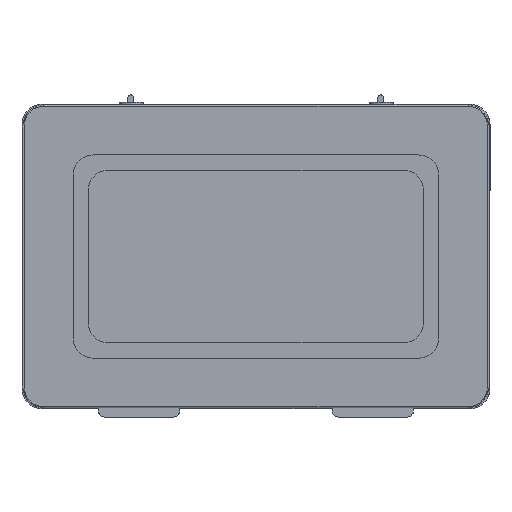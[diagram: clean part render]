
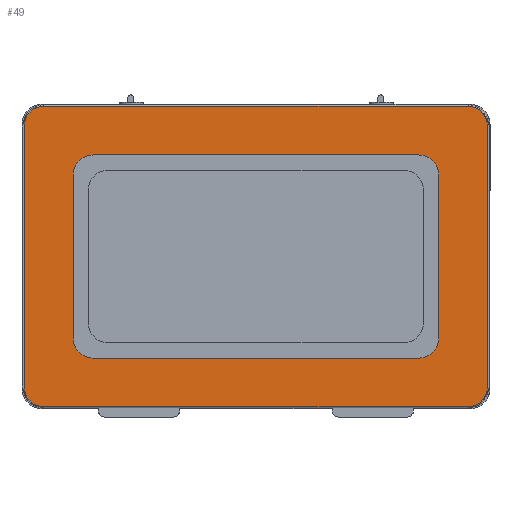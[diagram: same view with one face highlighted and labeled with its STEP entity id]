
A CAD part, front view. The second image highlights one B-rep face of the part: STEP entity #49.
In plain terms, the highlighted planar face has unit normal (0, -1, 0).
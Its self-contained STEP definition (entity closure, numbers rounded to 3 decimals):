
#49 = ADVANCED_FACE ( 'NONE', ( #935, #870 ), #3696, .T. ) ;
#253 = EDGE_CURVE ( 'NONE', #1399, #1464, #2718, .T. ) ;
#256 = EDGE_CURVE ( 'NONE', #1414, #1158, #2489, .T. ) ;
#311 = EDGE_CURVE ( 'NONE', #1206, #1145, #2745, .T. ) ;
#313 = EDGE_CURVE ( 'NONE', #1464, #1391, #2733, .T. ) ;
#383 = EDGE_CURVE ( 'NONE', #1369, #1336, #2678, .T. ) ;
#384 = EDGE_CURVE ( 'NONE', #1459, #1399, #2500, .T. ) ;
#455 = EDGE_CURVE ( 'NONE', #1145, #1363, #2928, .T. ) ;
#469 = EDGE_CURVE ( 'NONE', #1158, #1369, #2826, .T. ) ;
#574 = EDGE_CURVE ( 'NONE', #1414, #1206, #3087, .T. ) ;
#615 = EDGE_CURVE ( 'NONE', #1363, #1458, #2979, .T. ) ;
#625 = EDGE_CURVE ( 'NONE', #1391, #1334, #2981, .T. ) ;
#637 = EDGE_CURVE ( 'NONE', #1458, #1336, #3033, .T. ) ;
#658 = CIRCLE ( 'NONE', #2075, 10. ) ;
#870 = FACE_OUTER_BOUND ( 'NONE', #1500, .T. ) ;
#935 = FACE_BOUND ( 'NONE', #1573, .T. ) ;
#1145 = VERTEX_POINT ( 'NONE', #4885 ) ;
#1158 = VERTEX_POINT ( 'NONE', #5091 ) ;
#1206 = VERTEX_POINT ( 'NONE', #5393 ) ;
#1334 = VERTEX_POINT ( 'NONE', #5344 ) ;
#1336 = VERTEX_POINT ( 'NONE', #5030 ) ;
#1337 = VERTEX_POINT ( 'NONE', #5377 ) ;
#1338 = VERTEX_POINT ( 'NONE', #5380 ) ;
#1363 = VERTEX_POINT ( 'NONE', #5028 ) ;
#1369 = VERTEX_POINT ( 'NONE', #4997 ) ;
#1391 = VERTEX_POINT ( 'NONE', #5242 ) ;
#1399 = VERTEX_POINT ( 'NONE', #4756 ) ;
#1414 = VERTEX_POINT ( 'NONE', #4286 ) ;
#1443 = VERTEX_POINT ( 'NONE', #5123 ) ;
#1458 = VERTEX_POINT ( 'NONE', #4330 ) ;
#1459 = VERTEX_POINT ( 'NONE', #4335 ) ;
#1464 = VERTEX_POINT ( 'NONE', #5228 ) ;
#1500 = EDGE_LOOP ( 'NONE', ( #6431, #6529, #6269, #6280, #6436, #6304, #6378, #6596 ) ) ;
#1573 = EDGE_LOOP ( 'NONE', ( #6557, #6611, #6607, #6534, #6467, #6264, #6357, #6525 ) ) ;
#1820 = AXIS2_PLACEMENT_3D ( 'NONE', #3698, #4413, #3694 ) ;
#1986 = EDGE_CURVE ( 'NONE', #1334, #1338, #3362, .T. ) ;
#1995 = AXIS2_PLACEMENT_3D ( 'NONE', #5165, #5247, #5086 ) ;
#2000 = AXIS2_PLACEMENT_3D ( 'NONE', #5856, #5855, #5848 ) ;
#2010 = AXIS2_PLACEMENT_3D ( 'NONE', #6122, #6121, #6118 ) ;
#2075 = AXIS2_PLACEMENT_3D ( 'NONE', #4829, #5200, #4983 ) ;
#2167 = AXIS2_PLACEMENT_3D ( 'NONE', #4911, #4914, #5077 ) ;
#2215 = EDGE_CURVE ( 'NONE', #1338, #1337, #3145, .T. ) ;
#2243 = AXIS2_PLACEMENT_3D ( 'NONE', #5413, #5414, #5415 ) ;
#2266 = AXIS2_PLACEMENT_3D ( 'NONE', #6157, #6155, #6154 ) ;
#2302 = EDGE_CURVE ( 'NONE', #1443, #1459, #2792, .T. ) ;
#2318 = EDGE_CURVE ( 'NONE', #1337, #1443, #658, .T. ) ;
#2435 = AXIS2_PLACEMENT_3D ( 'NONE', #5615, #5608, #5620 ) ;
#2489 = LINE ( 'NONE', #6192, #3513 ) ;
#2490 = VECTOR ( 'NONE', #5874, 1000. ) ;
#2500 = CIRCLE ( 'NONE', #2266, 10. ) ;
#2672 = VECTOR ( 'NONE', #6168, 1000. ) ;
#2678 = LINE ( 'NONE', #6009, #2490 ) ;
#2718 = LINE ( 'NONE', #6195, #2672 ) ;
#2725 = VECTOR ( 'NONE', #5790, 1000. ) ;
#2733 = CIRCLE ( 'NONE', #2000, 10. ) ;
#2745 = LINE ( 'NONE', #5797, #2725 ) ;
#2788 = VECTOR ( 'NONE', #5176, 1000. ) ;
#2792 = LINE ( 'NONE', #5178, #2788 ) ;
#2826 = CIRCLE ( 'NONE', #2435, 10. ) ;
#2928 = CIRCLE ( 'NONE', #2010, 10. ) ;
#2979 = LINE ( 'NONE', #4803, #2982 ) ;
#2981 = LINE ( 'NONE', #4969, #2999 ) ;
#2982 = VECTOR ( 'NONE', #4809, 1000. ) ;
#2999 = VECTOR ( 'NONE', #4956, 1000. ) ;
#3033 = CIRCLE ( 'NONE', #1995, 10. ) ;
#3087 = CIRCLE ( 'NONE', #2243, 10. ) ;
#3141 = VECTOR ( 'NONE', #5319, 1000. ) ;
#3145 = LINE ( 'NONE', #5048, #3141 ) ;
#3362 = CIRCLE ( 'NONE', #2167, 10. ) ;
#3513 = VECTOR ( 'NONE', #6189, 1000. ) ;
#3694 = DIRECTION ( 'NONE',  ( 0., 0., -1. ) ) ;
#3696 = PLANE ( 'NONE',  #1820 ) ;
#3698 = CARTESIAN_POINT ( 'NONE',  ( 0., -54., -211.57 ) ) ;
#4286 = CARTESIAN_POINT ( 'NONE',  ( -80., -54., 50. ) ) ;
#4330 = CARTESIAN_POINT ( 'NONE',  ( 80., -54., -50. ) ) ;
#4335 = CARTESIAN_POINT ( 'NONE',  ( 104., -54., -74. ) ) ;
#4413 = DIRECTION ( 'NONE',  ( 0., -1., 0. ) ) ;
#4756 = CARTESIAN_POINT ( 'NONE',  ( 114., -54., -64. ) ) ;
#4803 = CARTESIAN_POINT ( 'NONE',  ( 0., -54., -50. ) ) ;
#4809 = DIRECTION ( 'NONE',  ( 1., 0., 0. ) ) ;
#4829 = CARTESIAN_POINT ( 'NONE',  ( -104., -54., -64. ) ) ;
#4885 = CARTESIAN_POINT ( 'NONE',  ( -90., -54., -40. ) ) ;
#4911 = CARTESIAN_POINT ( 'NONE',  ( -104., -54., 64. ) ) ;
#4914 = DIRECTION ( 'NONE',  ( 0., -1., 0. ) ) ;
#4956 = DIRECTION ( 'NONE',  ( -1., 0., 0. ) ) ;
#4969 = CARTESIAN_POINT ( 'NONE',  ( 0., -54., 74. ) ) ;
#4983 = DIRECTION ( 'NONE',  ( 0., 0., -1. ) ) ;
#4997 = CARTESIAN_POINT ( 'NONE',  ( 90., -54., 40. ) ) ;
#5028 = CARTESIAN_POINT ( 'NONE',  ( -80., -54., -50. ) ) ;
#5030 = CARTESIAN_POINT ( 'NONE',  ( 90., -54., -40. ) ) ;
#5048 = CARTESIAN_POINT ( 'NONE',  ( -114., -54., -211.57 ) ) ;
#5077 = DIRECTION ( 'NONE',  ( 0., 0., -1. ) ) ;
#5086 = DIRECTION ( 'NONE',  ( 0., 0., -1. ) ) ;
#5091 = CARTESIAN_POINT ( 'NONE',  ( 80., -54., 50. ) ) ;
#5123 = CARTESIAN_POINT ( 'NONE',  ( -104., -54., -74. ) ) ;
#5165 = CARTESIAN_POINT ( 'NONE',  ( 80., -54., -40. ) ) ;
#5176 = DIRECTION ( 'NONE',  ( 1., 0., 0. ) ) ;
#5178 = CARTESIAN_POINT ( 'NONE',  ( 0., -54., -74. ) ) ;
#5200 = DIRECTION ( 'NONE',  ( 0., -1., 0. ) ) ;
#5228 = CARTESIAN_POINT ( 'NONE',  ( 114., -54., 64. ) ) ;
#5242 = CARTESIAN_POINT ( 'NONE',  ( 104., -54., 74. ) ) ;
#5247 = DIRECTION ( 'NONE',  ( 0., -1., 0. ) ) ;
#5319 = DIRECTION ( 'NONE',  ( 0., 0., -1. ) ) ;
#5344 = CARTESIAN_POINT ( 'NONE',  ( -104., -54., 74. ) ) ;
#5377 = CARTESIAN_POINT ( 'NONE',  ( -114., -54., -64. ) ) ;
#5380 = CARTESIAN_POINT ( 'NONE',  ( -114., -54., 64. ) ) ;
#5393 = CARTESIAN_POINT ( 'NONE',  ( -90., -54., 40. ) ) ;
#5413 = CARTESIAN_POINT ( 'NONE',  ( -80., -54., 40. ) ) ;
#5414 = DIRECTION ( 'NONE',  ( 0., -1., 0. ) ) ;
#5415 = DIRECTION ( 'NONE',  ( 0., 0., -1. ) ) ;
#5608 = DIRECTION ( 'NONE',  ( 0., 1., 0. ) ) ;
#5615 = CARTESIAN_POINT ( 'NONE',  ( 80., -54., 40. ) ) ;
#5620 = DIRECTION ( 'NONE',  ( 0., 0., -1. ) ) ;
#5790 = DIRECTION ( 'NONE',  ( 0., 0., -1. ) ) ;
#5797 = CARTESIAN_POINT ( 'NONE',  ( -90., -54., -211.57 ) ) ;
#5848 = DIRECTION ( 'NONE',  ( 0., 0., -1. ) ) ;
#5855 = DIRECTION ( 'NONE',  ( 0., -1., 0. ) ) ;
#5856 = CARTESIAN_POINT ( 'NONE',  ( 104., -54., 64. ) ) ;
#5874 = DIRECTION ( 'NONE',  ( 0., 0., -1. ) ) ;
#6009 = CARTESIAN_POINT ( 'NONE',  ( 90., -54., -211.57 ) ) ;
#6118 = DIRECTION ( 'NONE',  ( 0., 0., -1. ) ) ;
#6121 = DIRECTION ( 'NONE',  ( 0., -1., 0. ) ) ;
#6122 = CARTESIAN_POINT ( 'NONE',  ( -80., -54., -40. ) ) ;
#6154 = DIRECTION ( 'NONE',  ( 0., 0., -1. ) ) ;
#6155 = DIRECTION ( 'NONE',  ( 0., -1., 0. ) ) ;
#6157 = CARTESIAN_POINT ( 'NONE',  ( 104., -54., -64. ) ) ;
#6168 = DIRECTION ( 'NONE',  ( 0., 0., 1. ) ) ;
#6189 = DIRECTION ( 'NONE',  ( 1., 0., 0. ) ) ;
#6192 = CARTESIAN_POINT ( 'NONE',  ( 0., -54., 50. ) ) ;
#6195 = CARTESIAN_POINT ( 'NONE',  ( 114., -54., -211.57 ) ) ;
#6264 = ORIENTED_EDGE ( 'NONE', *, *, #615, .F. ) ;
#6269 = ORIENTED_EDGE ( 'NONE', *, *, #2215, .T. ) ;
#6280 = ORIENTED_EDGE ( 'NONE', *, *, #2318, .T. ) ;
#6304 = ORIENTED_EDGE ( 'NONE', *, *, #384, .T. ) ;
#6357 = ORIENTED_EDGE ( 'NONE', *, *, #455, .F. ) ;
#6378 = ORIENTED_EDGE ( 'NONE', *, *, #253, .T. ) ;
#6431 = ORIENTED_EDGE ( 'NONE', *, *, #625, .T. ) ;
#6436 = ORIENTED_EDGE ( 'NONE', *, *, #2302, .T. ) ;
#6467 = ORIENTED_EDGE ( 'NONE', *, *, #637, .F. ) ;
#6525 = ORIENTED_EDGE ( 'NONE', *, *, #311, .F. ) ;
#6529 = ORIENTED_EDGE ( 'NONE', *, *, #1986, .T. ) ;
#6534 = ORIENTED_EDGE ( 'NONE', *, *, #383, .T. ) ;
#6557 = ORIENTED_EDGE ( 'NONE', *, *, #574, .F. ) ;
#6596 = ORIENTED_EDGE ( 'NONE', *, *, #313, .T. ) ;
#6607 = ORIENTED_EDGE ( 'NONE', *, *, #469, .T. ) ;
#6611 = ORIENTED_EDGE ( 'NONE', *, *, #256, .T. ) ;
